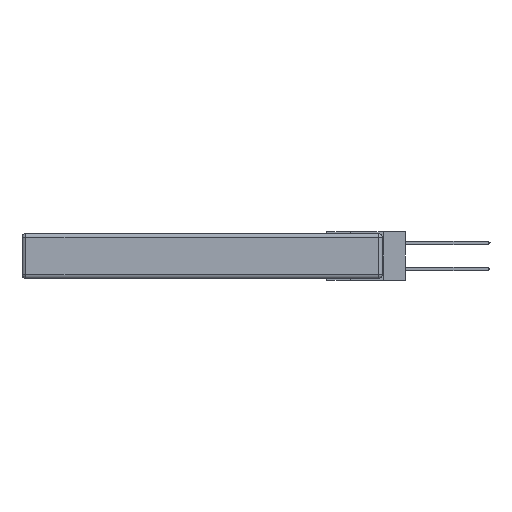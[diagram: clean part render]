
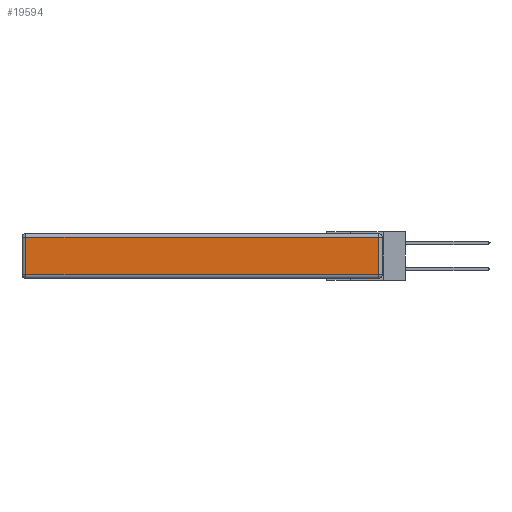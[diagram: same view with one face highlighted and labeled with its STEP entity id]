
A CAD part, left-side view. The second image highlights one B-rep face of the part: STEP entity #19594.
In plain terms, the highlighted planar face has unit normal (-1, 0, 0).
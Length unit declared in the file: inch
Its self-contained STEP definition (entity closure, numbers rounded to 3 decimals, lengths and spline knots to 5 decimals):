
#181 = EDGE_CURVE ( 'NONE', #12122, #16105, #16854, .T. ) ;
#495 = VERTEX_POINT ( 'NONE', #1456 ) ;
#1077 = ORIENTED_EDGE ( 'NONE', *, *, #181, .T. ) ;
#1157 = CARTESIAN_POINT ( 'NONE',  ( 0., 2.72, -0.313 ) ) ;
#1450 = AXIS2_PLACEMENT_3D ( 'NONE', #13853, #5835, #15649 ) ;
#1456 = CARTESIAN_POINT ( 'NONE',  ( 0., 0.03, -0.03 ) ) ;
#1805 = CARTESIAN_POINT ( 'NONE',  ( 0., 0.03, -0.343 ) ) ;
#1874 = DIRECTION ( 'NONE',  ( 0., 0., 1. ) ) ;
#2700 = VECTOR ( 'NONE', #11184, 39.37008 ) ;
#3861 = CARTESIAN_POINT ( 'NONE',  ( 0., 0., -0.313 ) ) ;
#4196 = FACE_OUTER_BOUND ( 'NONE', #13140, .T. ) ;
#4399 = EDGE_CURVE ( 'NONE', #11792, #495, #5477, .T. ) ;
#4531 = VECTOR ( 'NONE', #20098, 39.37008 ) ;
#5477 = LINE ( 'NONE', #1805, #8565 ) ;
#5835 = DIRECTION ( 'NONE',  ( -1., 0., 0. ) ) ;
#7387 = CARTESIAN_POINT ( 'NONE',  ( 0., 2.72, -0.03 ) ) ;
#8565 = VECTOR ( 'NONE', #1874, 39.37008 ) ;
#9675 = LINE ( 'NONE', #3861, #4531 ) ;
#10209 = ORIENTED_EDGE ( 'NONE', *, *, #18449, .T. ) ;
#11184 = DIRECTION ( 'NONE',  ( 0., 0., -1. ) ) ;
#11426 = CARTESIAN_POINT ( 'NONE',  ( 0., 0.03, -0.313 ) ) ;
#11792 = VERTEX_POINT ( 'NONE', #11426 ) ;
#12122 = VERTEX_POINT ( 'NONE', #7387 ) ;
#13140 = EDGE_LOOP ( 'NONE', ( #10209, #18704, #15622, #1077 ) ) ;
#13853 = CARTESIAN_POINT ( 'NONE',  ( 0., 0., -0.343 ) ) ;
#14029 = DIRECTION ( 'NONE',  ( 0., 1., 0. ) ) ;
#14609 = CARTESIAN_POINT ( 'NONE',  ( 0., 2.72, -0.343 ) ) ;
#14807 = VECTOR ( 'NONE', #14029, 39.37008 ) ;
#15622 = ORIENTED_EDGE ( 'NONE', *, *, #18572, .T. ) ;
#15649 = DIRECTION ( 'NONE',  ( 0., 0., 1. ) ) ;
#16105 = VERTEX_POINT ( 'NONE', #1157 ) ;
#16356 = LINE ( 'NONE', #18653, #14807 ) ;
#16854 = LINE ( 'NONE', #14609, #2700 ) ;
#17149 = PLANE ( 'NONE',  #1450 ) ;
#18449 = EDGE_CURVE ( 'NONE', #16105, #11792, #9675, .T. ) ;
#18572 = EDGE_CURVE ( 'NONE', #495, #12122, #16356, .T. ) ;
#18653 = CARTESIAN_POINT ( 'NONE',  ( 0., 2.75, -0.03 ) ) ;
#18704 = ORIENTED_EDGE ( 'NONE', *, *, #4399, .T. ) ;
#19594 = ADVANCED_FACE ( 'NONE', ( #4196 ), #17149, .T. ) ;
#20098 = DIRECTION ( 'NONE',  ( 0., -1., 0. ) ) ;
